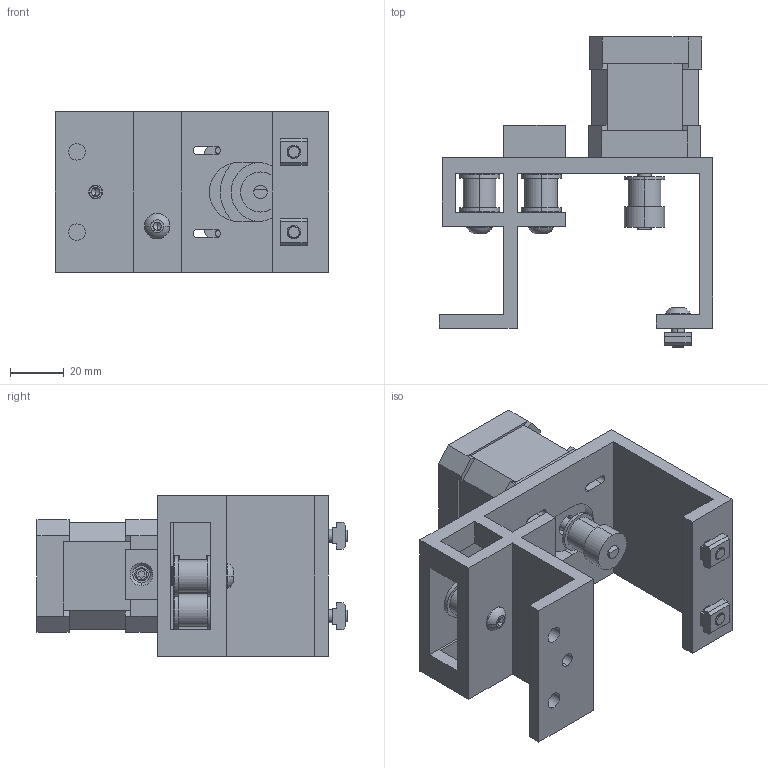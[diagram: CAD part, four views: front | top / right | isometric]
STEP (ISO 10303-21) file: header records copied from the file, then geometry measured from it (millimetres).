
FILE_DESCRIPTION (( 'STEP AP214' ), '1' );
FILE_NAME ('Right Motor Mount Assembled.step', '2019-11-11T12:53:17', ( '' ), ( '' ), 'SwSTEP 2.0', 'SolidWorks 2019', '' );
FILE_SCHEMA (( 'AUTOMOTIVE_DESIGN' ));
Length unit declared in the file: millimetre
Products named in the file (25): -MR95ZZ-assem; flecha_Predeterminado; socket set screw cone point_bsi_BS 4168-3 - M5 x 10-N; socket button head screw_bsi_BS EN ISO 7380 - M5 x 25 - 25N; mr95zz-ext; Nema 17_Predeterminado; 5x7x0.3 shim; Base motor_Predeterminado; Toothed Idler; 2020 Nut - M5; Toothed Idler Assembled; mr95zz-int; Pulley; M5x6x7 - Heat Set Insert; socket button head screw_bsi_BS EN ISO 7380 - M5 x 12 - 12N; Tapa motor_Predeterminado; M5x10x7 - Heat Set Insert; Right Motor Mount; mr95zz-cen; Right Motor Mount Assembled; rotor_Predeterminado
Assembly tree (45 placements, depth 4):
  Right Motor Mount Assembled
    Right Motor Mount
    Nema 17_Predeterminado
      flecha_Predeterminado
      rotor_Predeterminado
      Tapa motor_Predeterminado
      Base motor_Predeterminado
    Pulley
    Toothed Idler Assembled
      Toothed Idler
      -MR95ZZ-assem
        mr95zz-cen  x2
        mr95zz-ext
        mr95zz-int
      -MR95ZZ-assem
        mr95zz-cen  x2
        mr95zz-ext
        mr95zz-int
    5x7x0.3 shim  x4
    Toothed Idler Assembled
      Toothed Idler
      -MR95ZZ-assem
        mr95zz-cen  x2
        mr95zz-ext
        mr95zz-int
      -MR95ZZ-assem
        mr95zz-cen  x2
        mr95zz-ext
        mr95zz-int
    M5x6x7 - Heat Set Insert  x2
    M5x10x7 - Heat Set Insert
    socket button head screw_bsi_BS EN ISO 7380 - M5 x 25 - 25N  x2
    socket set screw cone point_bsi_BS 4168-3 - M5 x 10-N
    2020 Nut - M5  x2
    socket button head screw_bsi_BS EN ISO 7380 - M5 x 12 - 12N  x2
Bounding box: 102 x 115.75 x 60 mm (x, y, z)
Volume: 173272.7 mm3; surface area: 70963.5 mm2
Topology: 38 solids, 38 shells, 4695 faces, 12721 edges, 8161 vertices
Faces by surface type: plane 2301, cylinder 936, torus 816, cone 378, bspline 256, sphere 8
Entity records: 50671 total; most frequent: CARTESIAN_POINT 12637, ORIENTED_EDGE 7546, DIRECTION 7500, EDGE_CURVE 3773, AXIS2_PLACEMENT_3D 2625, VERTEX_POINT 2357, VECTOR 2250, LINE 2250
